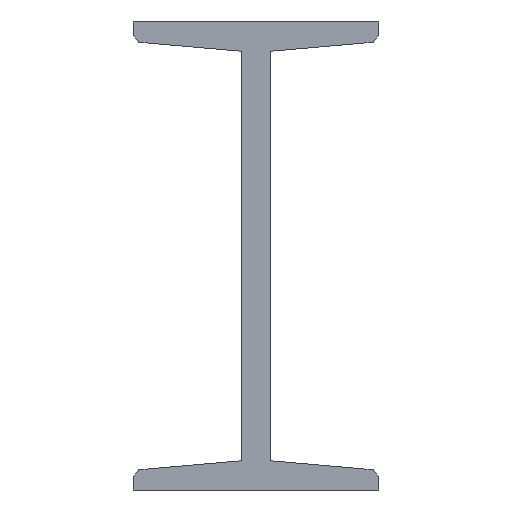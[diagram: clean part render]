
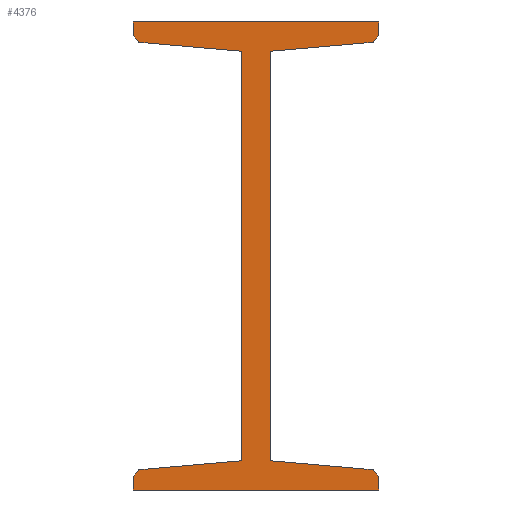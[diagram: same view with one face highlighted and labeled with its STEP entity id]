
A CAD part, front view. The second image highlights one B-rep face of the part: STEP entity #4376.
In plain terms, the highlighted planar face has unit normal (0, -1, 0).
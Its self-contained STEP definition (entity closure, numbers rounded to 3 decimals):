
#1=DIRECTION('',(0.,0.,1.));
#2=VECTOR('',#1,2.381);
#3=CARTESIAN_POINT('',(-21.,0.,-40.));
#4=LINE('',#3,#2);
#5=DIRECTION('',(0.996,0.,0.087));
#6=VECTOR('',#5,17.571);
#7=CARTESIAN_POINT('',(-20.004,0.,-36.531));
#8=LINE('',#7,#6);
#9=DIRECTION('',(0.,0.,1.));
#10=VECTOR('',#9,70.);
#11=CARTESIAN_POINT('',(-2.5,0.,-35.));
#12=LINE('',#11,#10);
#13=DIRECTION('',(-0.996,0.,0.087));
#14=VECTOR('',#13,17.571);
#15=CARTESIAN_POINT('',(-2.5,0.,35.));
#16=LINE('',#15,#14);
#17=DIRECTION('',(0.,0.,1.));
#18=VECTOR('',#17,2.381);
#19=CARTESIAN_POINT('',(-21.,0.,37.619));
#20=LINE('',#19,#18);
#21=DIRECTION('',(1.,0.,0.));
#22=VECTOR('',#21,42.);
#23=CARTESIAN_POINT('',(-21.,0.,40.));
#24=LINE('',#23,#22);
#25=DIRECTION('',(0.,0.,-1.));
#26=VECTOR('',#25,2.381);
#27=CARTESIAN_POINT('',(21.,0.,40.));
#28=LINE('',#27,#26);
#29=DIRECTION('',(-0.996,0.,-0.087));
#30=VECTOR('',#29,17.571);
#31=CARTESIAN_POINT('',(20.004,0.,36.531));
#32=LINE('',#31,#30);
#33=DIRECTION('',(0.,0.,-1.));
#34=VECTOR('',#33,70.);
#35=CARTESIAN_POINT('',(2.5,0.,35.));
#36=LINE('',#35,#34);
#37=DIRECTION('',(0.996,0.,-0.087));
#38=VECTOR('',#37,17.571);
#39=CARTESIAN_POINT('',(2.5,0.,-35.));
#40=LINE('',#39,#38);
#41=DIRECTION('',(0.,0.,-1.));
#42=VECTOR('',#41,2.381);
#43=CARTESIAN_POINT('',(21.,0.,-37.619));
#44=LINE('',#43,#42);
#45=DIRECTION('',(-1.,0.,0.));
#46=VECTOR('',#45,42.);
#47=CARTESIAN_POINT('',(21.,0.,-40.));
#48=LINE('',#47,#46);
#61=DIRECTION('',(-0.676,0.,0.737));
#62=VECTOR('',#61,1.475);
#63=CARTESIAN_POINT('',(21.,0.,-37.619));
#64=LINE('',#63,#62);
#1165=DIRECTION('',(0.676,0.,0.737));
#1166=VECTOR('',#1165,1.475);
#1167=CARTESIAN_POINT('',(20.004,0.,36.531));
#1168=LINE('',#1167,#1166);
#1189=DIRECTION('',(0.676,0.,-0.737));
#1190=VECTOR('',#1189,1.475);
#1191=CARTESIAN_POINT('',(-21.,0.,37.619));
#1192=LINE('',#1191,#1190);
#2293=DIRECTION('',(-0.676,0.,-0.737));
#2294=VECTOR('',#2293,1.475);
#2295=CARTESIAN_POINT('',(-20.004,0.,-36.531));
#2296=LINE('',#2295,#2294);
#3313=CARTESIAN_POINT('',(-21.,0.,40.));
#3314=CARTESIAN_POINT('',(21.,0.,40.));
#3315=VERTEX_POINT('',#3313);
#3316=VERTEX_POINT('',#3314);
#3317=CARTESIAN_POINT('',(21.,0.,-40.));
#3318=CARTESIAN_POINT('',(-21.,0.,-40.));
#3319=VERTEX_POINT('',#3317);
#3320=VERTEX_POINT('',#3318);
#3329=CARTESIAN_POINT('',(2.5,0.,-35.));
#3331=VERTEX_POINT('',#3329);
#3333=CARTESIAN_POINT('',(-2.5,0.,-35.));
#3335=VERTEX_POINT('',#3333);
#3337=CARTESIAN_POINT('',(2.5,0.,35.));
#3339=VERTEX_POINT('',#3337);
#3341=CARTESIAN_POINT('',(-2.5,0.,35.));
#3343=VERTEX_POINT('',#3341);
#3345=CARTESIAN_POINT('',(20.004,0.,36.531));
#3347=VERTEX_POINT('',#3345);
#3349=CARTESIAN_POINT('',(21.,0.,37.619));
#3351=VERTEX_POINT('',#3349);
#3353=CARTESIAN_POINT('',(-21.,0.,37.619));
#3355=VERTEX_POINT('',#3353);
#3357=CARTESIAN_POINT('',(-20.004,0.,36.531));
#3359=VERTEX_POINT('',#3357);
#3361=CARTESIAN_POINT('',(21.,0.,-37.619));
#3363=VERTEX_POINT('',#3361);
#3365=CARTESIAN_POINT('',(20.004,0.,-36.531));
#3367=VERTEX_POINT('',#3365);
#3369=CARTESIAN_POINT('',(-20.004,0.,-36.531));
#3371=VERTEX_POINT('',#3369);
#3373=CARTESIAN_POINT('',(-21.,0.,-37.619));
#3375=VERTEX_POINT('',#3373);
#4337=CARTESIAN_POINT('',(0.,0.,0.));
#4338=DIRECTION('',(0.,1.,0.));
#4339=DIRECTION('',(1.,0.,0.));
#4340=AXIS2_PLACEMENT_3D('',#4337,#4338,#4339);
#4341=PLANE('',#4340);
#4343=ORIENTED_EDGE('',*,*,#4342,.T.);
#4345=ORIENTED_EDGE('',*,*,#4344,.F.);
#4347=ORIENTED_EDGE('',*,*,#4346,.T.);
#4349=ORIENTED_EDGE('',*,*,#4348,.T.);
#4351=ORIENTED_EDGE('',*,*,#4350,.T.);
#4353=ORIENTED_EDGE('',*,*,#4352,.F.);
#4355=ORIENTED_EDGE('',*,*,#4354,.T.);
#4357=ORIENTED_EDGE('',*,*,#4356,.T.);
#4359=ORIENTED_EDGE('',*,*,#4358,.T.);
#4361=ORIENTED_EDGE('',*,*,#4360,.F.);
#4363=ORIENTED_EDGE('',*,*,#4362,.T.);
#4365=ORIENTED_EDGE('',*,*,#4364,.T.);
#4367=ORIENTED_EDGE('',*,*,#4366,.T.);
#4369=ORIENTED_EDGE('',*,*,#4368,.F.);
#4371=ORIENTED_EDGE('',*,*,#4370,.T.);
#4373=ORIENTED_EDGE('',*,*,#4372,.T.);
#4374=EDGE_LOOP('',(#4343,#4345,#4347,#4349,#4351,#4353,#4355,#4357,#4359,#4361,
#4363,#4365,#4367,#4369,#4371,#4373));
#4375=FACE_OUTER_BOUND('',#4374,.F.);
#4376=ADVANCED_FACE('',(#4375),#4341,.F.);
#4342=EDGE_CURVE('',#3320,#3375,#4,.T.);
#4344=EDGE_CURVE('',#3371,#3375,#2296,.T.);
#4346=EDGE_CURVE('',#3371,#3335,#8,.T.);
#4348=EDGE_CURVE('',#3335,#3343,#12,.T.);
#4350=EDGE_CURVE('',#3343,#3359,#16,.T.);
#4352=EDGE_CURVE('',#3355,#3359,#1192,.T.);
#4354=EDGE_CURVE('',#3355,#3315,#20,.T.);
#4356=EDGE_CURVE('',#3315,#3316,#24,.T.);
#4358=EDGE_CURVE('',#3316,#3351,#28,.T.);
#4360=EDGE_CURVE('',#3347,#3351,#1168,.T.);
#4362=EDGE_CURVE('',#3347,#3339,#32,.T.);
#4364=EDGE_CURVE('',#3339,#3331,#36,.T.);
#4366=EDGE_CURVE('',#3331,#3367,#40,.T.);
#4368=EDGE_CURVE('',#3363,#3367,#64,.T.);
#4370=EDGE_CURVE('',#3363,#3319,#44,.T.);
#4372=EDGE_CURVE('',#3319,#3320,#48,.T.);
